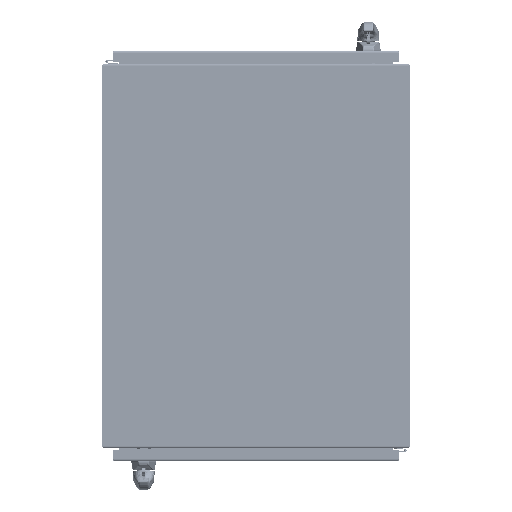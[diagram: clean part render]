
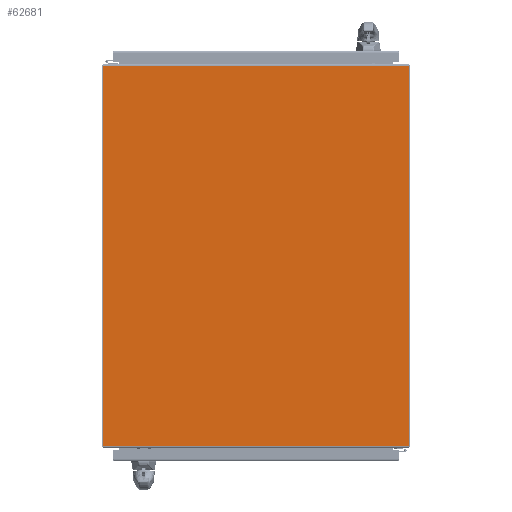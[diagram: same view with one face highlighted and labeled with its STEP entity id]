
A CAD part, front view. The second image highlights one B-rep face of the part: STEP entity #62681.
In plain terms, the highlighted face is planar.
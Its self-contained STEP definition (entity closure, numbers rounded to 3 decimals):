
#8823=PLANE($,#65425);
#9954=FACE_OUTER_BOUND($,#12577,.T.);
#12577=EDGE_LOOP($,(#47165,#47166,#47167,#47168));
#18869=LINE($,#88303,#23698);
#18875=LINE($,#88323,#23704);
#18881=LINE($,#88340,#23710);
#18883=LINE($,#88343,#23712);
#23698=VECTOR($,#71636,23.938);
#23704=VECTOR($,#71662,23.938);
#23710=VECTOR($,#71686,29.875);
#23712=VECTOR($,#71690,29.875);
#28463=VERTEX_POINT($,#88300);
#28464=VERTEX_POINT($,#88302);
#28467=VERTEX_POINT($,#88320);
#28468=VERTEX_POINT($,#88322);
#37241=EDGE_CURVE($,#28464,#28463,#18869,.T.);
#37251=EDGE_CURVE($,#28468,#28467,#18875,.T.);
#37260=EDGE_CURVE($,#28464,#28467,#18881,.T.);
#37262=EDGE_CURVE($,#28468,#28463,#18883,.T.);
#47165=ORIENTED_EDGE($,*,*,#37241,.T.);
#47166=ORIENTED_EDGE($,*,*,#37262,.F.);
#47167=ORIENTED_EDGE($,*,*,#37251,.T.);
#47168=ORIENTED_EDGE($,*,*,#37260,.F.);
#62681=ADVANCED_FACE($,(#9954),#8823,.T.);
#65425=AXIS2_PLACEMENT_3D($,#88342,#71688,#71689);
#71636=DIRECTION($,(-1.,0.,0.));
#71662=DIRECTION($,(1.,0.,0.));
#71686=DIRECTION($,(0.,-1.,0.));
#71688=DIRECTION('center_axis',(0.,0.,1.));
#71689=DIRECTION('ref_axis',(1.,0.,0.));
#71690=DIRECTION($,(0.,1.,0.));
#88300=CARTESIAN_POINT('',(-11.969,14.938,0.094));
#88302=CARTESIAN_POINT('',(11.969,14.938,0.094));
#88303=CARTESIAN_POINT($,(5.984,14.938,0.094));
#88320=CARTESIAN_POINT('',(11.969,-14.938,0.094));
#88322=CARTESIAN_POINT('',(-11.969,-14.938,0.094));
#88323=CARTESIAN_POINT($,(-5.984,-14.938,0.094));
#88340=CARTESIAN_POINT($,(11.969,15.063,0.094));
#88342=CARTESIAN_POINT('Origin',(0.,0.,0.094));
#88343=CARTESIAN_POINT($,(-11.969,-15.063,0.094));
